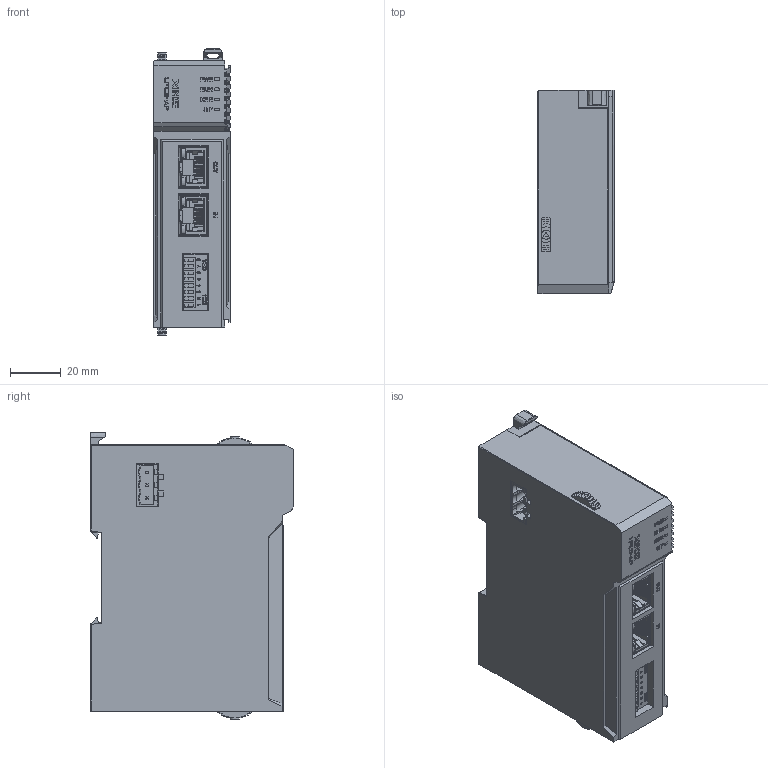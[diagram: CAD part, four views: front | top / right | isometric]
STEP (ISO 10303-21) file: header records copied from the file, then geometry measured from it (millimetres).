
FILE_DESCRIPTION(/* description */ (''),/* implementation_level */ '2;1');
FILE_NAME(/* name */ 'LFC3-A~1',/* time_stamp */ '2023-06-29T16:16:12+08:00',/* author */ (''),/* organization */ (''),/* preprocessor_version */ 'ST-DEVELOPER v16.5',/* originating_system */ '',/* authorisation */ '');
FILE_SCHEMA (('AUTOMOTIVE_DESIGN'));
Products named in the file (1): Document
Bounding box: 30 x 80 x 113.04 mm (x, y, z)
Surface area: 40949.1 mm2 (no closed solid volume)
Topology: 0 solids, 2767 shells, 2774 faces, 15437 edges, 15422 vertices
Faces by surface type: plane 1623, bspline 1151
Entity records: 173967 total; most frequent: CARTESIAN_POINT 92219, ORIENTED_EDGE 15450, EDGE_CURVE 15436, VERTEX_POINT 15422, B_SPLINE_CURVE_WITH_KNOTS 13226, EDGE_LOOP 2928, ADVANCED_FACE 2774, FACE_OUTER_BOUND 2774
